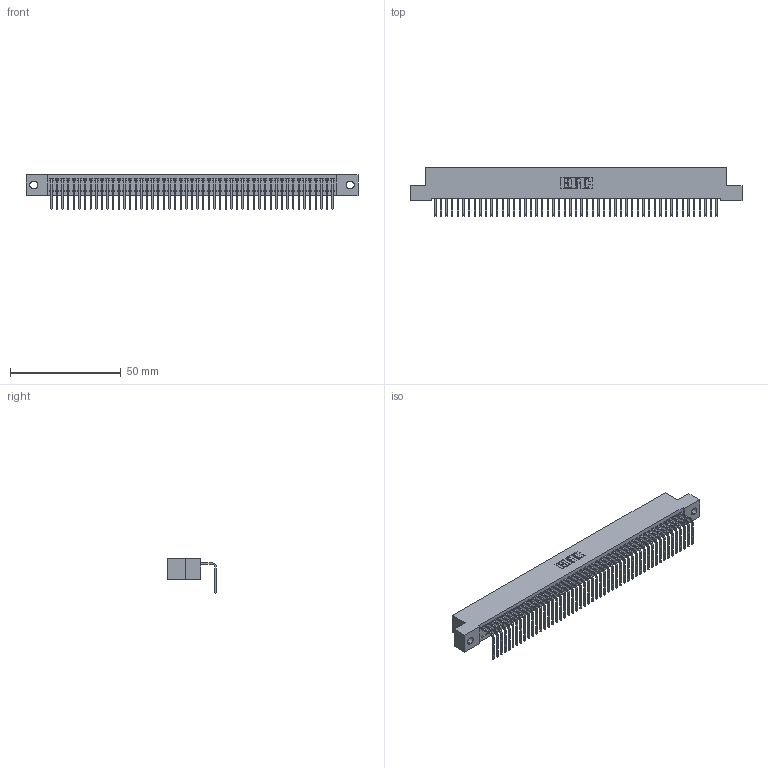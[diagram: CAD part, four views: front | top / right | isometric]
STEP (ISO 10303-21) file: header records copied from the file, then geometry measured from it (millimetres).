
FILE_DESCRIPTION (( 'STEP AP203' ), '1' );
FILE_NAME ('392-051-558-102.STEP', '2019-10-08T12:06:55', ( '' ), ( '' ), 'SwSTEP 2.0', 'SolidWorks 2016', '' );
FILE_SCHEMA (( 'CONFIG_CONTROL_DESIGN' ));
Length unit declared in the file: inch
Products named in the file (3): 392-051-558-102; 342 Part_.128 Slot; 345-292-001_558 Tail - 2
Assembly tree (52 placements, depth 2):
  392-051-558-102
    342 Part_.128 Slot
    345-292-001_558 Tail - 2  x51
Bounding box: 149.86 x 21.91 x 15.62 mm (x, y, z)
Volume: 13290.7 mm3; surface area: 20409.4 mm2
Topology: 52 solids, 52 shells, 3174 faces, 9593 edges, 6326 vertices
Faces by surface type: plane 2314, cylinder 860
Entity records: 30101 total; most frequent: CARTESIAN_POINT 5199, ORIENTED_EDGE 5186, DIRECTION 4367, EDGE_CURVE 2593, LINE 2465, VECTOR 2465, VERTEX_POINT 1726, AXIS2_PLACEMENT_3D 951
